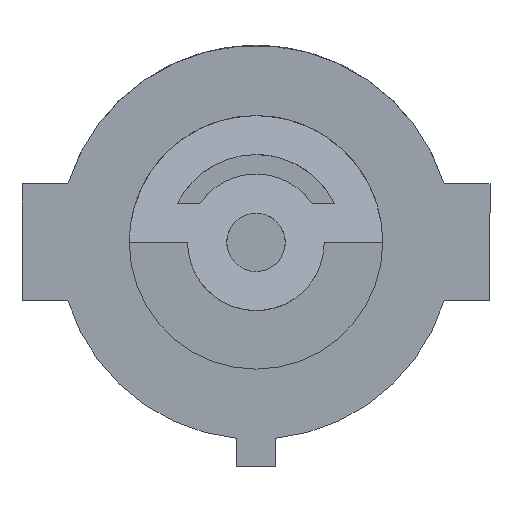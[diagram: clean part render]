
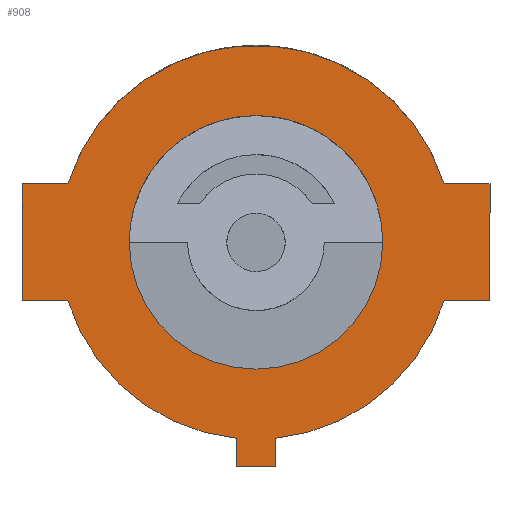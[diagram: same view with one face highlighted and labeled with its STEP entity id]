
A CAD part, front view. The second image highlights one B-rep face of the part: STEP entity #908.
In plain terms, the highlighted planar face has unit normal (0, -1, 0).
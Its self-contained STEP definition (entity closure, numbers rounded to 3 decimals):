
#56 = CARTESIAN_POINT ( 'NONE',  ( 0.5, 0., -5.75 ) ) ;
#92 = CARTESIAN_POINT ( 'NONE',  ( -3.25, 0., 0. ) ) ;
#134 = CARTESIAN_POINT ( 'NONE',  ( -0.5, 0., -5.75 ) ) ;
#135 = CARTESIAN_POINT ( 'NONE',  ( 0.5, 0., -5.025 ) ) ;
#137 = CARTESIAN_POINT ( 'NONE',  ( -0.5, 0., -5.025 ) ) ;
#139 = CARTESIAN_POINT ( 'NONE',  ( 6., 0., -1.5 ) ) ;
#142 = CARTESIAN_POINT ( 'NONE',  ( 3.25, 0., 0. ) ) ;
#146 = CARTESIAN_POINT ( 'NONE',  ( 4.822, 0., -1.5 ) ) ;
#147 = CARTESIAN_POINT ( 'NONE',  ( -4.822, 0., 1.5 ) ) ;
#148 = CARTESIAN_POINT ( 'NONE',  ( 6., 0., 1.5 ) ) ;
#150 = CARTESIAN_POINT ( 'NONE',  ( 0., 0., 3.25 ) ) ;
#158 = CARTESIAN_POINT ( 'NONE',  ( -4.822, 0., -1.5 ) ) ;
#163 = VERTEX_POINT ( 'NONE', #158 ) ;
#176 = ORIENTED_EDGE ( 'NONE', *, *, #374, .F. ) ;
#194 = ORIENTED_EDGE ( 'NONE', *, *, #375, .T. ) ;
#198 = VERTEX_POINT ( 'NONE', #56 ) ;
#200 = VECTOR ( 'NONE', #258, 1000. ) ;
#203 = VERTEX_POINT ( 'NONE', #134 ) ;
#210 = VERTEX_POINT ( 'NONE', #92 ) ;
#230 = VERTEX_POINT ( 'NONE', #150 ) ;
#232 = VERTEX_POINT ( 'NONE', #148 ) ;
#233 = VERTEX_POINT ( 'NONE', #147 ) ;
#234 = VERTEX_POINT ( 'NONE', #146 ) ;
#237 = VERTEX_POINT ( 'NONE', #142 ) ;
#240 = VERTEX_POINT ( 'NONE', #139 ) ;
#242 = VERTEX_POINT ( 'NONE', #137 ) ;
#244 = VERTEX_POINT ( 'NONE', #135 ) ;
#258 = DIRECTION ( 'NONE',  ( 1., 0., 0. ) ) ;
#260 = CARTESIAN_POINT ( 'NONE',  ( 0., 0., 1.5 ) ) ;
#270 = AXIS2_PLACEMENT_3D ( 'NONE', #715, #714, #719 ) ;
#321 = EDGE_CURVE ( 'NONE', #1408, #232, #1525, .T. ) ;
#322 = EDGE_CURVE ( 'NONE', #230, #237, #473, .T. ) ;
#324 = EDGE_CURVE ( 'NONE', #210, #230, #477, .T. ) ;
#325 = EDGE_CURVE ( 'NONE', #210, #237, #476, .T. ) ;
#328 = EDGE_CURVE ( 'NONE', #1389, #1404, #480, .T. ) ;
#371 = EDGE_CURVE ( 'NONE', #240, #232, #533, .T. ) ;
#374 = EDGE_CURVE ( 'NONE', #198, #203, #532, .T. ) ;
#375 = EDGE_CURVE ( 'NONE', #242, #203, #536, .T. ) ;
#376 = EDGE_CURVE ( 'NONE', #242, #163, #538, .T. ) ;
#378 = EDGE_CURVE ( 'NONE', #244, #198, #535, .T. ) ;
#379 = EDGE_CURVE ( 'NONE', #1389, #163, #540, .T. ) ;
#383 = EDGE_CURVE ( 'NONE', #233, #1408, #541, .T. ) ;
#401 = AXIS2_PLACEMENT_3D ( 'NONE', #1145, #1146, #1147 ) ;
#406 = AXIS2_PLACEMENT_3D ( 'NONE', #1124, #1125, #1126 ) ;
#408 = AXIS2_PLACEMENT_3D ( 'NONE', #1110, #1111, #1112 ) ;
#434 = AXIS2_PLACEMENT_3D ( 'NONE', #954, #955, #956 ) ;
#435 = AXIS2_PLACEMENT_3D ( 'NONE', #949, #950, #951 ) ;
#437 = AXIS2_PLACEMENT_3D ( 'NONE', #943, #944, #945 ) ;
#452 = EDGE_CURVE ( 'NONE', #1404, #233, #552, .T. ) ;
#453 = EDGE_CURVE ( 'NONE', #234, #244, #553, .T. ) ;
#454 = EDGE_CURVE ( 'NONE', #234, #240, #555, .T. ) ;
#473 = CIRCLE ( 'NONE', #437, 3.25 ) ;
#476 = CIRCLE ( 'NONE', #434, 3.25 ) ;
#477 = CIRCLE ( 'NONE', #435, 3.25 ) ;
#480 = LINE ( 'NONE', #960, #483 ) ;
#483 = VECTOR ( 'NONE', #961, 1000. ) ;
#532 = LINE ( 'NONE', #1089, #537 ) ;
#533 = LINE ( 'NONE', #1074, #534 ) ;
#534 = VECTOR ( 'NONE', #1079, 1000. ) ;
#535 = LINE ( 'NONE', #1113, #542 ) ;
#536 = LINE ( 'NONE', #1106, #539 ) ;
#537 = VECTOR ( 'NONE', #1094, 1000. ) ;
#538 = CIRCLE ( 'NONE', #408, 5.05 ) ;
#539 = VECTOR ( 'NONE', #1107, 1000. ) ;
#540 = LINE ( 'NONE', #1117, #544 ) ;
#541 = CIRCLE ( 'NONE', #406, 5.05 ) ;
#542 = VECTOR ( 'NONE', #1116, 1000. ) ;
#544 = VECTOR ( 'NONE', #1118, 1000. ) ;
#552 = LINE ( 'NONE', #1133, #554 ) ;
#553 = CIRCLE ( 'NONE', #401, 5.05 ) ;
#554 = VECTOR ( 'NONE', #1134, 1000. ) ;
#555 = LINE ( 'NONE', #1138, #557 ) ;
#557 = VECTOR ( 'NONE', #1139, 1000. ) ;
#593 = FACE_OUTER_BOUND ( 'NONE', #1317, .T. ) ;
#597 = FACE_BOUND ( 'NONE', #1324, .T. ) ;
#714 = DIRECTION ( 'NONE',  ( 0., 1., 0. ) ) ;
#715 = CARTESIAN_POINT ( 'NONE',  ( 0., 0., 0. ) ) ;
#717 = PLANE ( 'NONE',  #270 ) ;
#719 = DIRECTION ( 'NONE',  ( 0., 0., 1. ) ) ;
#852 = CARTESIAN_POINT ( 'NONE',  ( -6., 0., -1.5 ) ) ;
#867 = CARTESIAN_POINT ( 'NONE',  ( -6., 0., 1.5 ) ) ;
#871 = CARTESIAN_POINT ( 'NONE',  ( 4.822, 0., 1.5 ) ) ;
#908 = ADVANCED_FACE ( 'NONE', ( #593, #597 ), #717, .F. ) ;
#943 = CARTESIAN_POINT ( 'NONE',  ( 0., 0., 0. ) ) ;
#944 = DIRECTION ( 'NONE',  ( 0., 1., 0. ) ) ;
#945 = DIRECTION ( 'NONE',  ( 0., 0., -1. ) ) ;
#949 = CARTESIAN_POINT ( 'NONE',  ( 0., 0., 0. ) ) ;
#950 = DIRECTION ( 'NONE',  ( 0., 1., 0. ) ) ;
#951 = DIRECTION ( 'NONE',  ( 0., 0., -1. ) ) ;
#954 = CARTESIAN_POINT ( 'NONE',  ( 0., 0., 0. ) ) ;
#955 = DIRECTION ( 'NONE',  ( 0., -1., 0. ) ) ;
#956 = DIRECTION ( 'NONE',  ( 0., 0., 1. ) ) ;
#960 = CARTESIAN_POINT ( 'NONE',  ( -6., 0., 0. ) ) ;
#961 = DIRECTION ( 'NONE',  ( 0., 0., 1. ) ) ;
#1074 = CARTESIAN_POINT ( 'NONE',  ( 6., 0., 0. ) ) ;
#1079 = DIRECTION ( 'NONE',  ( 0., 0., 1. ) ) ;
#1089 = CARTESIAN_POINT ( 'NONE',  ( 0., 0., -5.75 ) ) ;
#1094 = DIRECTION ( 'NONE',  ( -1., 0., 0. ) ) ;
#1106 = CARTESIAN_POINT ( 'NONE',  ( -0.5, 0., 0. ) ) ;
#1107 = DIRECTION ( 'NONE',  ( 0., 0., -1. ) ) ;
#1110 = CARTESIAN_POINT ( 'NONE',  ( 0., 0., 0. ) ) ;
#1111 = DIRECTION ( 'NONE',  ( 0., 1., 0. ) ) ;
#1112 = DIRECTION ( 'NONE',  ( 0., 0., 1. ) ) ;
#1113 = CARTESIAN_POINT ( 'NONE',  ( 0.5, 0., 0. ) ) ;
#1116 = DIRECTION ( 'NONE',  ( 0., 0., -1. ) ) ;
#1117 = CARTESIAN_POINT ( 'NONE',  ( 0., 0., -1.5 ) ) ;
#1118 = DIRECTION ( 'NONE',  ( 1., 0., 0. ) ) ;
#1124 = CARTESIAN_POINT ( 'NONE',  ( 0., 0., 0. ) ) ;
#1125 = DIRECTION ( 'NONE',  ( 0., 1., 0. ) ) ;
#1126 = DIRECTION ( 'NONE',  ( 0., 0., 1. ) ) ;
#1133 = CARTESIAN_POINT ( 'NONE',  ( 0., 0., 1.5 ) ) ;
#1134 = DIRECTION ( 'NONE',  ( 1., 0., 0. ) ) ;
#1138 = CARTESIAN_POINT ( 'NONE',  ( 0., 0., -1.5 ) ) ;
#1139 = DIRECTION ( 'NONE',  ( 1., 0., 0. ) ) ;
#1145 = CARTESIAN_POINT ( 'NONE',  ( 0., 0., 0. ) ) ;
#1146 = DIRECTION ( 'NONE',  ( 0., 1., 0. ) ) ;
#1147 = DIRECTION ( 'NONE',  ( 0., 0., 1. ) ) ;
#1279 = ORIENTED_EDGE ( 'NONE', *, *, #453, .F. ) ;
#1280 = ORIENTED_EDGE ( 'NONE', *, *, #378, .F. ) ;
#1317 = EDGE_LOOP ( 'NONE', ( #1548, #1556, #1661, #1333, #1331, #1332, #194, #176, #1280, #1279, #1588, #1582 ) ) ;
#1324 = EDGE_LOOP ( 'NONE', ( #1584, #1583, #1585 ) ) ;
#1331 = ORIENTED_EDGE ( 'NONE', *, *, #379, .T. ) ;
#1332 = ORIENTED_EDGE ( 'NONE', *, *, #376, .F. ) ;
#1333 = ORIENTED_EDGE ( 'NONE', *, *, #328, .F. ) ;
#1389 = VERTEX_POINT ( 'NONE', #852 ) ;
#1404 = VERTEX_POINT ( 'NONE', #867 ) ;
#1408 = VERTEX_POINT ( 'NONE', #871 ) ;
#1525 = LINE ( 'NONE', #260, #200 ) ;
#1548 = ORIENTED_EDGE ( 'NONE', *, *, #321, .F. ) ;
#1556 = ORIENTED_EDGE ( 'NONE', *, *, #383, .F. ) ;
#1582 = ORIENTED_EDGE ( 'NONE', *, *, #371, .T. ) ;
#1583 = ORIENTED_EDGE ( 'NONE', *, *, #324, .T. ) ;
#1584 = ORIENTED_EDGE ( 'NONE', *, *, #325, .F. ) ;
#1585 = ORIENTED_EDGE ( 'NONE', *, *, #322, .T. ) ;
#1588 = ORIENTED_EDGE ( 'NONE', *, *, #454, .T. ) ;
#1661 = ORIENTED_EDGE ( 'NONE', *, *, #452, .F. ) ;
